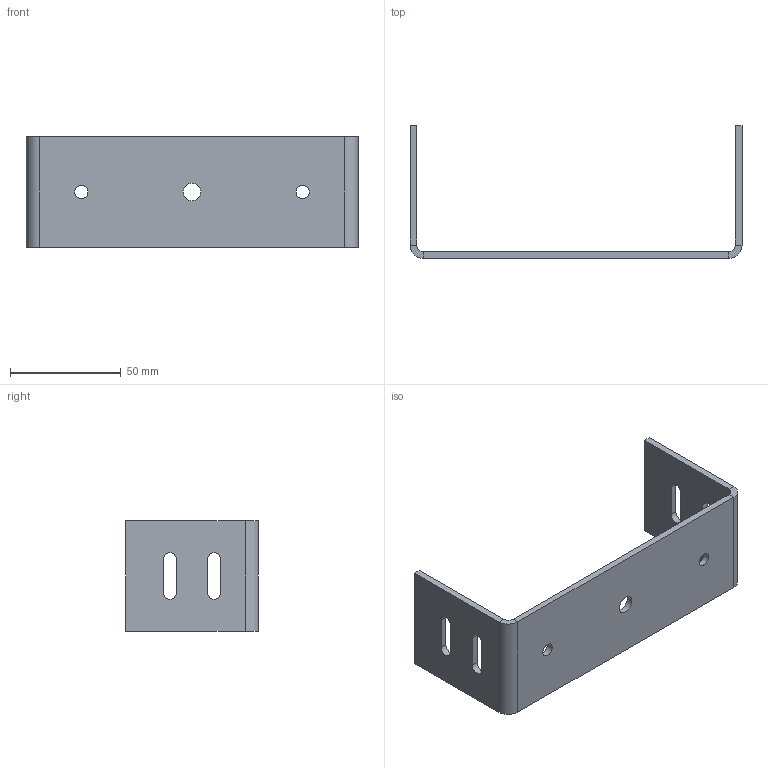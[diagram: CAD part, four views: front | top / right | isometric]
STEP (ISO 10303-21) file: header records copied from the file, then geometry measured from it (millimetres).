
FILE_DESCRIPTION(/* description */ ('STEP AP214'),/* implementation_level */ '2;1');
FILE_NAME(/* name */ '689de35b81f6b06c91c6ca1a',/* time_stamp */ '2025-08-14T13:23:40Z',/* author */ (''),/* organization */ (''),/* preprocessor_version */ 'ST-DEVELOPER v20',/* originating_system */ 'ONSHAPE BY PTC INC, 1.202',/* authorisation */ ' ');
FILE_SCHEMA (('AUTOMOTIVE_DESIGN {1 0 10303 214 3 1 1}'));
Length unit declared in the file: metre
Products named in the file (1): Part 1
Bounding box: 150 x 60 x 50 mm (x, y, z)
Volume: 37280.8 mm3; surface area: 27489.4 mm2
Topology: 1 solids, 1 shells, 41 faces, 101 edges, 62 vertices
Faces by surface type: plane 26, cylinder 15
Full cylindrical faces by diameter (mm): 6 x2, 8 x1
Entity records: 1240 total; most frequent: DIRECTION 212, CARTESIAN_POINT 202, ORIENTED_EDGE 196, EDGE_CURVE 98, AXIS2_PLACEMENT_3D 72, LINE 68, VECTOR 68, VERTEX_POINT 62
